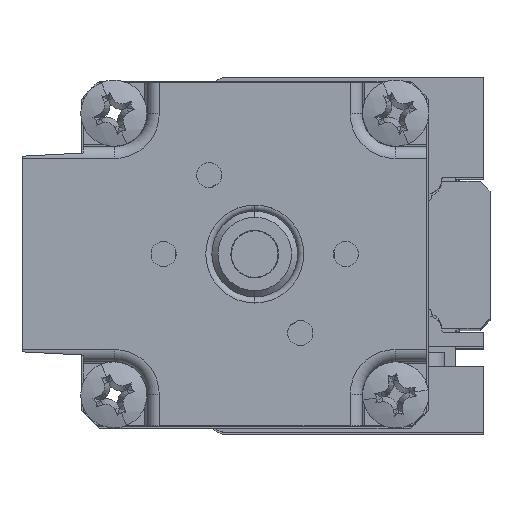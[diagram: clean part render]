
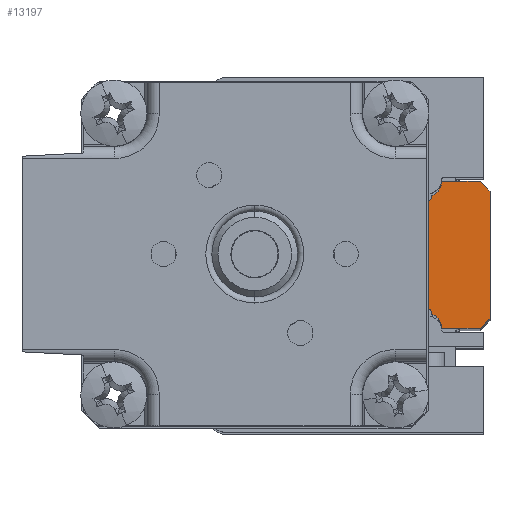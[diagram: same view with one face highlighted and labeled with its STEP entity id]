
A CAD part, top view. The second image highlights one B-rep face of the part: STEP entity #13197.
In plain terms, the highlighted planar face has unit normal (0, 0, 1).
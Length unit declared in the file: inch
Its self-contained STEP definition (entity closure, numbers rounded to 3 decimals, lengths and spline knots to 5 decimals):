
#43 = ORIENTED_EDGE ( 'NONE', *, *, #10332, .F. ) ;
#154 = CARTESIAN_POINT ( 'NONE',  ( 0.4396, 0.19327, 0.43307 ) ) ;
#223 = VERTEX_POINT ( 'NONE', #21780 ) ;
#271 = VERTEX_POINT ( 'NONE', #1867 ) ;
#328 = VERTEX_POINT ( 'NONE', #10460 ) ;
#402 = AXIS2_PLACEMENT_3D ( 'NONE', #11958, #1773, #13676 ) ;
#506 = CARTESIAN_POINT ( 'NONE',  ( 0.69157, -0.27917, 0.43307 ) ) ;
#1435 = CIRCLE ( 'NONE', #20138, 0.04921 ) ;
#1727 = CARTESIAN_POINT ( 'NONE',  ( 0.72306, 0.16177, 0.43307 ) ) ;
#1773 = DIRECTION ( 'NONE',  ( 0., 0., 1. ) ) ;
#1782 = DIRECTION ( 'NONE',  ( 0., -1., 0. ) ) ;
#1789 = LINE ( 'NONE', #13533, #14832 ) ;
#1867 = CARTESIAN_POINT ( 'NONE',  ( 0.50067, 0.14733, 0.43307 ) ) ;
#1896 = EDGE_CURVE ( 'NONE', #13146, #14975, #15420, .T. ) ;
#1928 = EDGE_CURVE ( 'NONE', #14969, #1945, #9765, .T. ) ;
#1945 = VERTEX_POINT ( 'NONE', #21650 ) ;
#2244 = ORIENTED_EDGE ( 'NONE', *, *, #17745, .T. ) ;
#2592 = VECTOR ( 'NONE', #17099, 39.37008 ) ;
#2599 = CARTESIAN_POINT ( 'NONE',  ( 0.72306, -0.24768, 0.43307 ) ) ;
#2786 = EDGE_CURVE ( 'NONE', #16485, #3029, #8397, .T. ) ;
#3029 = VERTEX_POINT ( 'NONE', #154 ) ;
#3115 = CARTESIAN_POINT ( 'NONE',  ( 0.69157, 0.19327, 0.43307 ) ) ;
#3262 = CARTESIAN_POINT ( 'NONE',  ( 0.53601, 0.14733, 0.43307 ) ) ;
#3370 = AXIS2_PLACEMENT_3D ( 'NONE', #3405, #15296, #5080 ) ;
#3405 = CARTESIAN_POINT ( 'NONE',  ( 0.51834, 0.14602, 0.43307 ) ) ;
#3515 = CIRCLE ( 'NONE', #402, 0.01772 ) ;
#3862 = CARTESIAN_POINT ( 'NONE',  ( 0.51834, 0.19327, 0.43307 ) ) ;
#3920 = VECTOR ( 'NONE', #6031, 39.37008 ) ;
#3960 = AXIS2_PLACEMENT_3D ( 'NONE', #18634, #8297, #20354 ) ;
#4452 = VECTOR ( 'NONE', #9413, 39.37008 ) ;
#5080 = DIRECTION ( 'NONE',  ( 0., 1., 0. ) ) ;
#5098 = CARTESIAN_POINT ( 'NONE',  ( 0.69157, -0.27917, 0.43307 ) ) ;
#5198 = AXIS2_PLACEMENT_3D ( 'NONE', #10135, #22171, #11864 ) ;
#5490 = EDGE_CURVE ( 'NONE', #21746, #6826, #18657, .T. ) ;
#5523 = EDGE_CURVE ( 'NONE', #328, #14975, #11892, .T. ) ;
#5541 = DIRECTION ( 'NONE',  ( 0., 1., 0. ) ) ;
#5595 = CARTESIAN_POINT ( 'NONE',  ( 0.51834, -0.27917, 0.43307 ) ) ;
#5853 = DIRECTION ( 'NONE',  ( 0., 0., 1. ) ) ;
#6031 = DIRECTION ( 'NONE',  ( -1., 0., 0. ) ) ;
#6160 = AXIS2_PLACEMENT_3D ( 'NONE', #6827, #18859, #8538 ) ;
#6220 = LINE ( 'NONE', #6801, #19412 ) ;
#6370 = EDGE_CURVE ( 'NONE', #271, #13146, #8106, .T. ) ;
#6692 = PLANE ( 'NONE',  #5198 ) ;
#6801 = CARTESIAN_POINT ( 'NONE',  ( 0.42779, 0.19327, 0.43307 ) ) ;
#6826 = VERTEX_POINT ( 'NONE', #21196 ) ;
#6827 = CARTESIAN_POINT ( 'NONE',  ( 0.4396, -0.26736, 0.43307 ) ) ;
#7290 = DIRECTION ( 'NONE',  ( 0., 1., 0. ) ) ;
#7483 = EDGE_CURVE ( 'NONE', #17923, #21579, #9924, .T. ) ;
#7629 = CARTESIAN_POINT ( 'NONE',  ( 0.51834, -0.23193, 0.43307 ) ) ;
#7718 = CARTESIAN_POINT ( 'NONE',  ( 0.53601, -0.23324, 0.43307 ) ) ;
#7744 = CARTESIAN_POINT ( 'NONE',  ( 0.50067, -0.23324, 0.43307 ) ) ;
#7751 = ORIENTED_EDGE ( 'NONE', *, *, #5523, .T. ) ;
#8106 = CIRCLE ( 'NONE', #3370, 0.01772 ) ;
#8190 = CARTESIAN_POINT ( 'NONE',  ( 0.51834, -0.27917, 0.43307 ) ) ;
#8228 = ORIENTED_EDGE ( 'NONE', *, *, #7483, .T. ) ;
#8297 = DIRECTION ( 'NONE',  ( 0., 0., 1. ) ) ;
#8397 = LINE ( 'NONE', #19791, #3920 ) ;
#8411 = VECTOR ( 'NONE', #15013, 39.37008 ) ;
#8538 = DIRECTION ( 'NONE',  ( 0., 1., 0. ) ) ;
#8713 = ORIENTED_EDGE ( 'NONE', *, *, #2786, .T. ) ;
#9021 = ORIENTED_EDGE ( 'NONE', *, *, #5490, .T. ) ;
#9346 = DIRECTION ( 'NONE',  ( 0., -1., 0. ) ) ;
#9413 = DIRECTION ( 'NONE',  ( 0.707, 0.707, 0. ) ) ;
#9439 = CARTESIAN_POINT ( 'NONE',  ( 0.56755, 0.19327, 0.43307 ) ) ;
#9765 = CIRCLE ( 'NONE', #14691, 0.01772 ) ;
#9880 = CARTESIAN_POINT ( 'NONE',  ( 0.56755, -0.27917, 0.43307 ) ) ;
#9894 = DIRECTION ( 'NONE',  ( 0., -1., 0. ) ) ;
#9924 = CIRCLE ( 'NONE', #6160, 0.01181 ) ;
#10135 = CARTESIAN_POINT ( 'NONE',  ( 0.72306, -0.27917, 0.43307 ) ) ;
#10312 = CIRCLE ( 'NONE', #18764, 0.04921 ) ;
#10332 = EDGE_CURVE ( 'NONE', #1945, #18537, #3515, .T. ) ;
#10343 = DIRECTION ( 'NONE',  ( 0., 1., 0. ) ) ;
#10459 = EDGE_CURVE ( 'NONE', #16485, #271, #19040, .T. ) ;
#10460 = CARTESIAN_POINT ( 'NONE',  ( 0.69157, 0.19327, 0.43307 ) ) ;
#10521 = ORIENTED_EDGE ( 'NONE', *, *, #19525, .T. ) ;
#11202 = ORIENTED_EDGE ( 'NONE', *, *, #13337, .F. ) ;
#11251 = AXIS2_PLACEMENT_3D ( 'NONE', #16098, #5853, #17878 ) ;
#11780 = EDGE_CURVE ( 'NONE', #21021, #21746, #1789, .T. ) ;
#11795 = AXIS2_PLACEMENT_3D ( 'NONE', #3862, #15777, #5541 ) ;
#11864 = DIRECTION ( 'NONE',  ( 0., 1., 0. ) ) ;
#11892 = LINE ( 'NONE', #3115, #8411 ) ;
#11957 = DIRECTION ( 'NONE',  ( 1., 0., 0. ) ) ;
#11958 = CARTESIAN_POINT ( 'NONE',  ( 0.51834, -0.23193, 0.43307 ) ) ;
#12099 = ORIENTED_EDGE ( 'NONE', *, *, #12751, .T. ) ;
#12126 = CARTESIAN_POINT ( 'NONE',  ( 0.46913, -0.27917, 0.43307 ) ) ;
#12751 = EDGE_CURVE ( 'NONE', #21573, #17923, #6220, .T. ) ;
#13146 = VERTEX_POINT ( 'NONE', #3262 ) ;
#13197 = ADVANCED_FACE ( 'NONE', ( #14230 ), #6692, .T. ) ;
#13337 = EDGE_CURVE ( 'NONE', #21021, #14969, #1435, .T. ) ;
#13348 = VECTOR ( 'NONE', #11957, 39.37008 ) ;
#13533 = CARTESIAN_POINT ( 'NONE',  ( 0.69157, -0.27917, 0.43307 ) ) ;
#13676 = DIRECTION ( 'NONE',  ( 0., -1., 0. ) ) ;
#13885 = ORIENTED_EDGE ( 'NONE', *, *, #11780, .T. ) ;
#13928 = EDGE_CURVE ( 'NONE', #3029, #21573, #21509, .T. ) ;
#13978 = VECTOR ( 'NONE', #10343, 39.37008 ) ;
#14211 = LINE ( 'NONE', #1727, #13978 ) ;
#14230 = FACE_OUTER_BOUND ( 'NONE', #19817, .T. ) ;
#14489 = EDGE_CURVE ( 'NONE', #21579, #21202, #17973, .T. ) ;
#14691 = AXIS2_PLACEMENT_3D ( 'NONE', #7629, #19666, #9346 ) ;
#14832 = VECTOR ( 'NONE', #17005, 39.37008 ) ;
#14969 = VERTEX_POINT ( 'NONE', #7718 ) ;
#14975 = VERTEX_POINT ( 'NONE', #9439 ) ;
#15013 = DIRECTION ( 'NONE',  ( -1., 0., 0. ) ) ;
#15054 = ORIENTED_EDGE ( 'NONE', *, *, #14489, .T. ) ;
#15296 = DIRECTION ( 'NONE',  ( 0., 0., 1. ) ) ;
#15346 = CARTESIAN_POINT ( 'NONE',  ( 0.72306, 0.16177, 0.43307 ) ) ;
#15420 = CIRCLE ( 'NONE', #11251, 0.04921 ) ;
#15777 = DIRECTION ( 'NONE',  ( 0., 0., 1. ) ) ;
#15870 = CARTESIAN_POINT ( 'NONE',  ( 0.42779, -0.26736, 0.43307 ) ) ;
#16098 = CARTESIAN_POINT ( 'NONE',  ( 0.51834, 0.19327, 0.43307 ) ) ;
#16485 = VERTEX_POINT ( 'NONE', #16637 ) ;
#16637 = CARTESIAN_POINT ( 'NONE',  ( 0.46913, 0.19327, 0.43307 ) ) ;
#16868 = CARTESIAN_POINT ( 'NONE',  ( 0.42779, 0.18146, 0.43307 ) ) ;
#17005 = DIRECTION ( 'NONE',  ( 1., 0., 0. ) ) ;
#17055 = EDGE_CURVE ( 'NONE', #18537, #21202, #10312, .T. ) ;
#17099 = DIRECTION ( 'NONE',  ( -0.707, 0.707, 0. ) ) ;
#17607 = DIRECTION ( 'NONE',  ( 0., 0., 1. ) ) ;
#17745 = EDGE_CURVE ( 'NONE', #223, #328, #20799, .T. ) ;
#17878 = DIRECTION ( 'NONE',  ( 0., 1., 0. ) ) ;
#17923 = VERTEX_POINT ( 'NONE', #15870 ) ;
#17973 = LINE ( 'NONE', #5098, #13348 ) ;
#18537 = VERTEX_POINT ( 'NONE', #7744 ) ;
#18634 = CARTESIAN_POINT ( 'NONE',  ( 0.4396, 0.18146, 0.43307 ) ) ;
#18657 = LINE ( 'NONE', #2599, #4452 ) ;
#18764 = AXIS2_PLACEMENT_3D ( 'NONE', #8190, #20222, #9894 ) ;
#18859 = DIRECTION ( 'NONE',  ( 0., 0., 1. ) ) ;
#19040 = CIRCLE ( 'NONE', #11795, 0.04921 ) ;
#19162 = ORIENTED_EDGE ( 'NONE', *, *, #1928, .F. ) ;
#19412 = VECTOR ( 'NONE', #1782, 39.37008 ) ;
#19525 = EDGE_CURVE ( 'NONE', #6826, #223, #14211, .T. ) ;
#19609 = ORIENTED_EDGE ( 'NONE', *, *, #6370, .F. ) ;
#19618 = ORIENTED_EDGE ( 'NONE', *, *, #10459, .F. ) ;
#19666 = DIRECTION ( 'NONE',  ( 0., 0., 1. ) ) ;
#19732 = ORIENTED_EDGE ( 'NONE', *, *, #1896, .F. ) ;
#19791 = CARTESIAN_POINT ( 'NONE',  ( 0.69157, 0.19327, 0.43307 ) ) ;
#19817 = EDGE_LOOP ( 'NONE', ( #8713, #20759, #12099, #8228, #15054, #20937, #43, #19162, #11202, #13885, #9021, #10521, #2244, #7751, #19732, #19609, #19618 ) ) ;
#20138 = AXIS2_PLACEMENT_3D ( 'NONE', #5595, #17607, #7290 ) ;
#20222 = DIRECTION ( 'NONE',  ( 0., 0., 1. ) ) ;
#20354 = DIRECTION ( 'NONE',  ( 0., 1., 0. ) ) ;
#20759 = ORIENTED_EDGE ( 'NONE', *, *, #13928, .T. ) ;
#20799 = LINE ( 'NONE', #15346, #2592 ) ;
#20937 = ORIENTED_EDGE ( 'NONE', *, *, #17055, .F. ) ;
#21021 = VERTEX_POINT ( 'NONE', #9880 ) ;
#21196 = CARTESIAN_POINT ( 'NONE',  ( 0.72306, -0.24768, 0.43307 ) ) ;
#21202 = VERTEX_POINT ( 'NONE', #12126 ) ;
#21509 = CIRCLE ( 'NONE', #3960, 0.01181 ) ;
#21573 = VERTEX_POINT ( 'NONE', #16868 ) ;
#21579 = VERTEX_POINT ( 'NONE', #22035 ) ;
#21650 = CARTESIAN_POINT ( 'NONE',  ( 0.51834, -0.21421, 0.43307 ) ) ;
#21746 = VERTEX_POINT ( 'NONE', #506 ) ;
#21780 = CARTESIAN_POINT ( 'NONE',  ( 0.72306, 0.16177, 0.43307 ) ) ;
#22035 = CARTESIAN_POINT ( 'NONE',  ( 0.4396, -0.27917, 0.43307 ) ) ;
#22171 = DIRECTION ( 'NONE',  ( 0., 0., 1. ) ) ;
